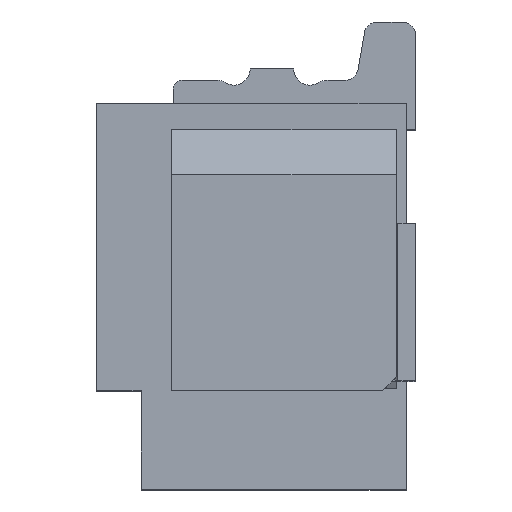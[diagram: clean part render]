
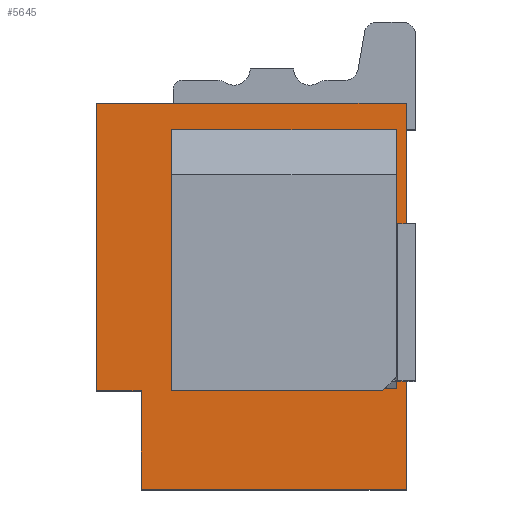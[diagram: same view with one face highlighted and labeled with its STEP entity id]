
A CAD part, top view. The second image highlights one B-rep face of the part: STEP entity #5645.
In plain terms, the highlighted planar face has unit normal (0, 0, 1).
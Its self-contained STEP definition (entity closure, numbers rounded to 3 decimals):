
#1058=DIRECTION('',(-1.,0.,0.));
#1059=VECTOR('',#1058,2.95);
#1060=CARTESIAN_POINT('',(-70.359,100.108,14.762));
#1061=LINE('',#1060,#1059);
#1062=DIRECTION('',(0.,1.,0.));
#1063=VECTOR('',#1062,1.1);
#1064=CARTESIAN_POINT('',(-73.309,100.108,14.762));
#1065=LINE('',#1064,#1063);
#1066=DIRECTION('',(-1.,0.,0.));
#1067=VECTOR('',#1066,0.5);
#1068=CARTESIAN_POINT('',(-73.309,101.208,14.762));
#1069=LINE('',#1068,#1067);
#1070=DIRECTION('',(0.,1.,0.));
#1071=VECTOR('',#1070,3.2);
#1072=CARTESIAN_POINT('',(-73.809,101.208,14.762));
#1073=LINE('',#1072,#1071);
#1082=DIRECTION('',(1.,0.,0.));
#1083=VECTOR('',#1082,3.45);
#1084=CARTESIAN_POINT('',(-73.809,104.408,14.762));
#1085=LINE('',#1084,#1083);
#1114=DIRECTION('',(0.,-1.,0.));
#1115=VECTOR('',#1114,4.3);
#1116=CARTESIAN_POINT('',(-70.359,104.408,14.762));
#1117=LINE('',#1116,#1115);
#1126=DIRECTION('',(-1.,0.,0.));
#1127=VECTOR('',#1126,2.5);
#1128=CARTESIAN_POINT('',(-70.469,101.235,14.762));
#1129=LINE('',#1128,#1127);
#1138=DIRECTION('',(0.,1.,0.));
#1139=VECTOR('',#1138,2.873);
#1140=CARTESIAN_POINT('',(-72.969,101.235,14.762));
#1141=LINE('',#1140,#1139);
#1146=DIRECTION('',(-1.,0.,0.));
#1147=VECTOR('',#1146,2.5);
#1148=CARTESIAN_POINT('',(-70.469,104.108,14.762));
#1149=LINE('',#1148,#1147);
#1162=DIRECTION('',(0.,-1.,0.));
#1163=VECTOR('',#1162,2.873);
#1164=CARTESIAN_POINT('',(-70.469,104.108,14.762));
#1165=LINE('',#1164,#1163);
#3897=CARTESIAN_POINT('',(-73.809,104.408,14.762));
#3898=VERTEX_POINT('',#3897);
#3899=CARTESIAN_POINT('',(-73.809,101.208,14.762));
#3900=VERTEX_POINT('',#3899);
#3931=CARTESIAN_POINT('',(-73.309,100.108,14.762));
#3932=VERTEX_POINT('',#3931);
#3933=CARTESIAN_POINT('',(-70.359,100.108,14.762));
#3934=VERTEX_POINT('',#3933);
#3971=CARTESIAN_POINT('',(-73.309,101.208,14.762));
#3972=VERTEX_POINT('',#3971);
#3977=CARTESIAN_POINT('',(-70.359,104.408,14.762));
#3978=VERTEX_POINT('',#3977);
#3979=CARTESIAN_POINT('',(-70.469,101.235,14.762));
#3980=CARTESIAN_POINT('',(-72.969,101.235,14.762));
#3981=VERTEX_POINT('',#3979);
#3982=VERTEX_POINT('',#3980);
#3983=CARTESIAN_POINT('',(-72.969,104.108,14.762));
#3984=VERTEX_POINT('',#3983);
#3985=CARTESIAN_POINT('',(-70.469,104.108,14.762));
#3986=VERTEX_POINT('',#3985);
#5620=CARTESIAN_POINT('',(-72.084,102.258,14.762));
#5621=DIRECTION('',(0.,0.,1.));
#5622=DIRECTION('',(-1.,0.,0.));
#5623=AXIS2_PLACEMENT_3D('',#5620,#5621,#5622);
#5624=PLANE('',#5623);
#5625=ORIENTED_EDGE('',*,*,#5338,.T.);
#5626=ORIENTED_EDGE('',*,*,#5615,.T.);
#5627=ORIENTED_EDGE('',*,*,#5552,.T.);
#5628=ORIENTED_EDGE('',*,*,#4252,.T.);
#5630=ORIENTED_EDGE('',*,*,#5629,.T.);
#5632=ORIENTED_EDGE('',*,*,#5631,.T.);
#5633=EDGE_LOOP('',(#5625,#5626,#5627,#5628,#5630,#5632));
#5634=FACE_OUTER_BOUND('',#5633,.F.);
#5636=ORIENTED_EDGE('',*,*,#5635,.F.);
#5638=ORIENTED_EDGE('',*,*,#5637,.F.);
#5640=ORIENTED_EDGE('',*,*,#5639,.T.);
#5642=ORIENTED_EDGE('',*,*,#5641,.F.);
#5643=EDGE_LOOP('',(#5636,#5638,#5640,#5642));
#5644=FACE_BOUND('',#5643,.F.);
#4252=EDGE_CURVE('',#3900,#3898,#1073,.T.);
#5338=EDGE_CURVE('',#3934,#3932,#1061,.T.);
#5552=EDGE_CURVE('',#3972,#3900,#1069,.T.);
#5615=EDGE_CURVE('',#3932,#3972,#1065,.T.);
#5629=EDGE_CURVE('',#3898,#3978,#1085,.T.);
#5631=EDGE_CURVE('',#3978,#3934,#1117,.T.);
#5635=EDGE_CURVE('',#3981,#3982,#1129,.T.);
#5637=EDGE_CURVE('',#3986,#3981,#1165,.T.);
#5639=EDGE_CURVE('',#3986,#3984,#1149,.T.);
#5641=EDGE_CURVE('',#3982,#3984,#1141,.T.);
#5645=ADVANCED_FACE('',(#5634,#5644),#5624,.T.);
